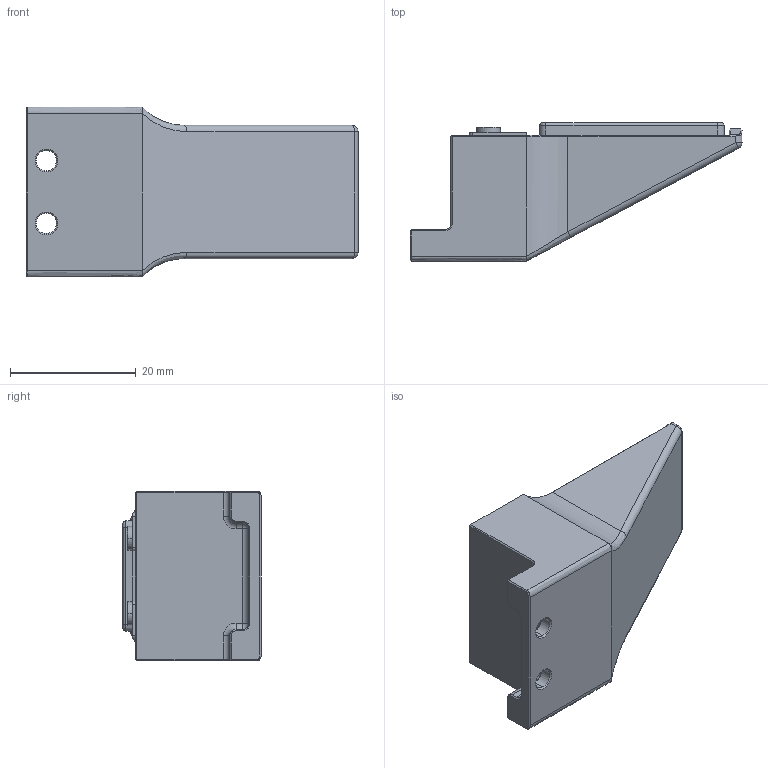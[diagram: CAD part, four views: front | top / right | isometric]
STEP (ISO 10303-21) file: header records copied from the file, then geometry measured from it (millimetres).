
FILE_DESCRIPTION((''),'2;1');
FILE_NAME('00_G1-WS_SOLID_20250407_ASM_8_A_ASM','2025-04-08T11:04:38',('LENOVO'),(''),'CREO PARAMETRIC BY PTC INC, 2021063','CREO PARAMETRIC BY PTC INC, 2021063','');
FILE_SCHEMA(('AUTOMOTIVE_DESIGN { 1 0 10303 214 1 1 1 1 }'));
Length unit declared in the file: millimetre
Products named in the file (3): 01_G1-WS_DVT_BASE_6_4; 01_G1-WS_DVT_SHEET_33_2_4; 00_G1-WS_SOLID_20250407_ASM_8_A_ASM
Assembly tree (2 placements, depth 2):
  00_G1-WS_SOLID_20250407_ASM_8_A_ASM
    01_G1-WS_DVT_BASE_6_4
    01_G1-WS_DVT_SHEET_33_2_4
Bounding box: 52.8 x 22.01 x 27 mm (x, y, z)
Volume: 16305.4 mm3; surface area: 4985.5 mm2
Topology: 2 solids, 2 shells, 215 faces, 490 edges, 284 vertices
Faces by surface type: plane 107, cylinder 58, cone 32, bspline 10, sphere 4, extrusion 2, torus 2
Entity records: 8723 total; most frequent: CARTESIAN_POINT 1538, DIRECTION 1020, ORIENTED_EDGE 972, PRESENTATION_STYLE_ASSIGNMENT 554, STYLED_ITEM 488, CURVE_STYLE 486, EDGE_CURVE 486, AXIS2_PLACEMENT_3D 366
